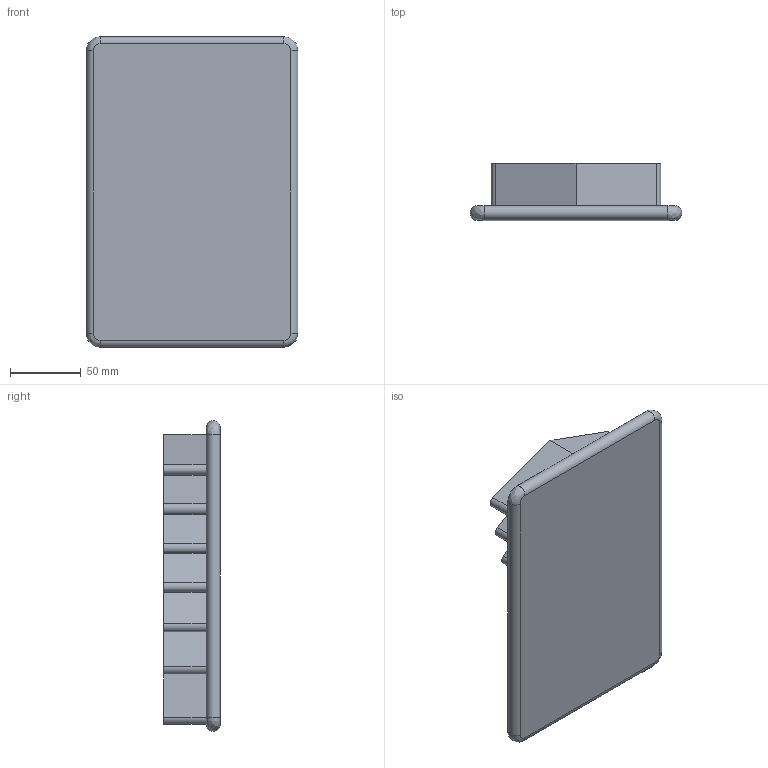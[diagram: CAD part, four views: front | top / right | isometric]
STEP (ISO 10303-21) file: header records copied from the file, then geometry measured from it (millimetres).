
FILE_DESCRIPTION((''),'2;1');
FILE_NAME('BENCHMARK_WINKEL','2023-11-06T19:48:27',('jpusi'),(''),'CREO PARAMETRIC BY PTC INC, 2018400','CREO PARAMETRIC BY PTC INC, 2018400','');
FILE_SCHEMA(('CONFIG_CONTROL_DESIGN'));
Length unit declared in the file: millimetre
Products named in the file (1): BENCHMARK_WINKEL
Bounding box: 150 x 40 x 220 mm (x, y, z)
Volume: 511774.6 mm3; surface area: 120150.7 mm2
Topology: 1 solids, 1 shells, 59 faces, 150 edges, 100 vertices
Faces by surface type: plane 37, cylinder 18, bspline 4
Entity records: 1918 total; most frequent: CARTESIAN_POINT 417, DIRECTION 304, ORIENTED_EDGE 300, EDGE_CURVE 150, VECTOR 106, LINE 106, VERTEX_POINT 100, AXIS2_PLACEMENT_3D 99
